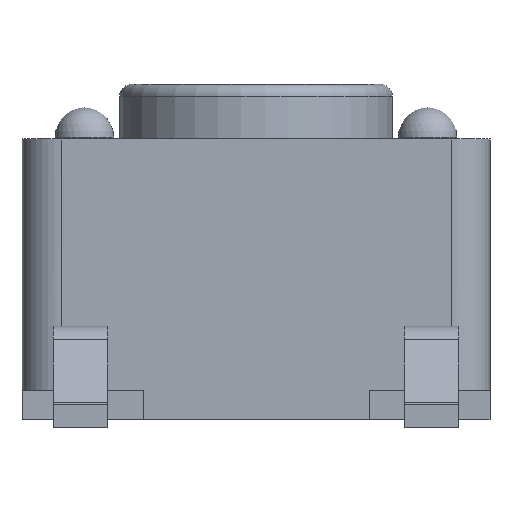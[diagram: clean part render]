
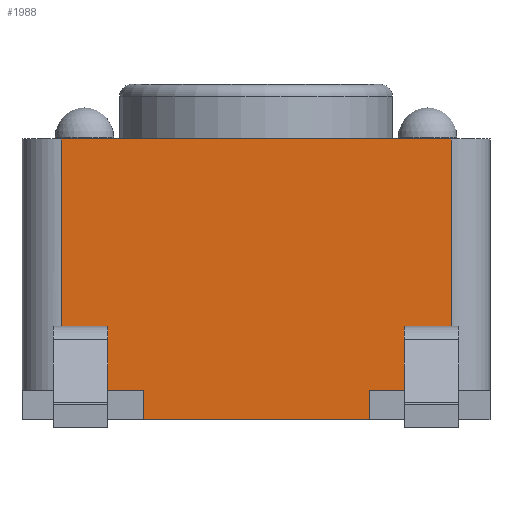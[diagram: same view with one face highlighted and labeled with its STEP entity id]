
A CAD part, left-side view. The second image highlights one B-rep face of the part: STEP entity #1988.
In plain terms, the highlighted planar face has unit normal (-1, 0, 0).
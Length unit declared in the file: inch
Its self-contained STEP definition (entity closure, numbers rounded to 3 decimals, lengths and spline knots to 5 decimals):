
#1497=CARTESIAN_POINT('',(-0.11811,0.09843,0.12677));
#1498=VERTEX_POINT('',#1497);
#1506=CARTESIAN_POINT('',(-0.11811,-0.09843,0.12677));
#1507=VERTEX_POINT('',#1506);
#1508=CARTESIAN_POINT('',(-0.11811,-0.09843,0.12677));
#1509=DIRECTION('',(0.0,1.0,0.0));
#1510=VECTOR('',#1509,0.19685);
#1511=LINE('',#1508,#1510);
#1512=EDGE_CURVE('',#1507,#1498,#1511,.T.);
#1729=CARTESIAN_POINT('',(-0.11811,0.09843,0.0));
#1730=VERTEX_POINT('',#1729);
#1738=CARTESIAN_POINT('',(-0.11811,0.09843,0.02047));
#1739=VERTEX_POINT('',#1738);
#1740=CARTESIAN_POINT('',(-0.11811,0.09843,0.0));
#1741=DIRECTION('',(0.0,0.0,1.0));
#1742=VECTOR('',#1741,0.02047);
#1743=LINE('',#1740,#1742);
#1744=EDGE_CURVE('',#1730,#1739,#1743,.T.);
#1763=CARTESIAN_POINT('',(-0.11811,0.09843,0.03228));
#1764=VERTEX_POINT('',#1763);
#1772=CARTESIAN_POINT('',(-0.11811,0.09843,0.03228));
#1773=DIRECTION('',(0.0,0.0,1.0));
#1774=VECTOR('',#1773,0.09449);
#1775=LINE('',#1772,#1774);
#1776=EDGE_CURVE('',#1764,#1498,#1775,.T.);
#1796=CARTESIAN_POINT('',(-0.11811,0.05669,0.0));
#1797=VERTEX_POINT('',#1796);
#1804=CARTESIAN_POINT('',(-0.11811,0.09843,0.0));
#1805=DIRECTION('',(0.0,-1.0,0.0));
#1806=VECTOR('',#1805,0.04173);
#1807=LINE('',#1804,#1806);
#1808=EDGE_CURVE('',#1730,#1797,#1807,.T.);
#1885=CARTESIAN_POINT('',(-0.11811,-0.10827,-0.02205));
#1886=DIRECTION('',(-1.0,0.0,0.0));
#1887=DIRECTION('',(0.0,0.0,1.0));
#1888=AXIS2_PLACEMENT_3D('',#1885,#1886,#1887);
#1889=PLANE('',#1888);
#1890=ORIENTED_EDGE('',*,*,#1744,.F.);
#1891=ORIENTED_EDGE('',*,*,#1808,.T.);
#1892=CARTESIAN_POINT('',(-0.11811,0.05669,-0.01496));
#1893=VERTEX_POINT('',#1892);
#1894=CARTESIAN_POINT('',(-0.11811,0.05669,0.0));
#1895=DIRECTION('',(0.0,0.0,-1.0));
#1896=VECTOR('',#1895,0.01496);
#1897=LINE('',#1894,#1896);
#1898=EDGE_CURVE('',#1797,#1893,#1897,.T.);
#1899=ORIENTED_EDGE('',*,*,#1898,.T.);
#1900=CARTESIAN_POINT('',(-0.11811,-0.05748,-0.01496));
#1901=VERTEX_POINT('',#1900);
#1902=CARTESIAN_POINT('',(-0.11811,0.05669,-0.01496));
#1903=DIRECTION('',(0.0,-1.0,0.0));
#1904=VECTOR('',#1903,0.11417);
#1905=LINE('',#1902,#1904);
#1906=EDGE_CURVE('',#1893,#1901,#1905,.T.);
#1907=ORIENTED_EDGE('',*,*,#1906,.T.);
#1908=CARTESIAN_POINT('',(-0.11811,-0.05748,0.0));
#1909=VERTEX_POINT('',#1908);
#1910=CARTESIAN_POINT('',(-0.11811,-0.05748,0.0));
#1911=DIRECTION('',(0.0,0.0,-1.0));
#1912=VECTOR('',#1911,0.01496);
#1913=LINE('',#1910,#1912);
#1914=EDGE_CURVE('',#1909,#1901,#1913,.T.);
#1915=ORIENTED_EDGE('',*,*,#1914,.F.);
#1916=CARTESIAN_POINT('',(-0.11811,-0.09843,0.0));
#1917=VERTEX_POINT('',#1916);
#1918=CARTESIAN_POINT('',(-0.11811,-0.05748,0.0));
#1919=DIRECTION('',(0.0,-1.0,0.0));
#1920=VECTOR('',#1919,0.04094);
#1921=LINE('',#1918,#1920);
#1922=EDGE_CURVE('',#1909,#1917,#1921,.T.);
#1923=ORIENTED_EDGE('',*,*,#1922,.T.);
#1924=CARTESIAN_POINT('',(-0.11811,-0.09843,0.02047));
#1925=VERTEX_POINT('',#1924);
#1926=CARTESIAN_POINT('',(-0.11811,-0.09843,0.02047));
#1927=DIRECTION('',(0.0,0.0,-1.0));
#1928=VECTOR('',#1927,0.02047);
#1929=LINE('',#1926,#1928);
#1930=EDGE_CURVE('',#1925,#1917,#1929,.T.);
#1931=ORIENTED_EDGE('',*,*,#1930,.F.);
#1932=CARTESIAN_POINT('',(-0.11811,-0.0748,0.02047));
#1933=VERTEX_POINT('',#1932);
#1934=CARTESIAN_POINT('',(-0.11811,-0.09843,0.02047));
#1935=DIRECTION('',(0.,1.0,0.0));
#1936=VECTOR('',#1935,0.02362);
#1937=LINE('',#1934,#1936);
#1938=EDGE_CURVE('',#1925,#1933,#1937,.T.);
#1939=ORIENTED_EDGE('',*,*,#1938,.T.);
#1940=CARTESIAN_POINT('',(-0.11811,-0.0748,0.03228));
#1941=VERTEX_POINT('',#1940);
#1942=CARTESIAN_POINT('',(-0.11811,-0.0748,0.02047));
#1943=DIRECTION('',(0.0,0.0,1.0));
#1944=VECTOR('',#1943,0.01181);
#1945=LINE('',#1942,#1944);
#1946=EDGE_CURVE('',#1933,#1941,#1945,.T.);
#1947=ORIENTED_EDGE('',*,*,#1946,.T.);
#1948=CARTESIAN_POINT('',(-0.11811,-0.09843,0.03228));
#1949=VERTEX_POINT('',#1948);
#1950=CARTESIAN_POINT('',(-0.11811,-0.0748,0.03228));
#1951=DIRECTION('',(0.,-1.0,0.));
#1952=VECTOR('',#1951,0.02362);
#1953=LINE('',#1950,#1952);
#1954=EDGE_CURVE('',#1941,#1949,#1953,.T.);
#1955=ORIENTED_EDGE('',*,*,#1954,.T.);
#1956=CARTESIAN_POINT('',(-0.11811,-0.09843,0.12677));
#1957=DIRECTION('',(0.0,0.0,-1.0));
#1958=VECTOR('',#1957,0.09449);
#1959=LINE('',#1956,#1958);
#1960=EDGE_CURVE('',#1507,#1949,#1959,.T.);
#1961=ORIENTED_EDGE('',*,*,#1960,.F.);
#1962=ORIENTED_EDGE('',*,*,#1512,.T.);
#1963=ORIENTED_EDGE('',*,*,#1776,.F.);
#1964=CARTESIAN_POINT('',(-0.11811,0.0748,0.03228));
#1965=VERTEX_POINT('',#1964);
#1966=CARTESIAN_POINT('',(-0.11811,0.09843,0.03228));
#1967=DIRECTION('',(0.0,-1.0,0.0));
#1968=VECTOR('',#1967,0.02362);
#1969=LINE('',#1966,#1968);
#1970=EDGE_CURVE('',#1764,#1965,#1969,.T.);
#1971=ORIENTED_EDGE('',*,*,#1970,.T.);
#1972=CARTESIAN_POINT('',(-0.11811,0.0748,0.02047));
#1973=VERTEX_POINT('',#1972);
#1974=CARTESIAN_POINT('',(-0.11811,0.0748,0.03228));
#1975=DIRECTION('',(0.0,0.0,-1.0));
#1976=VECTOR('',#1975,0.01181);
#1977=LINE('',#1974,#1976);
#1978=EDGE_CURVE('',#1965,#1973,#1977,.T.);
#1979=ORIENTED_EDGE('',*,*,#1978,.T.);
#1980=CARTESIAN_POINT('',(-0.11811,0.0748,0.02047));
#1981=DIRECTION('',(0.0,1.0,0.0));
#1982=VECTOR('',#1981,0.02362);
#1983=LINE('',#1980,#1982);
#1984=EDGE_CURVE('',#1973,#1739,#1983,.T.);
#1985=ORIENTED_EDGE('',*,*,#1984,.T.);
#1986=EDGE_LOOP('',(#1890,#1891,#1899,#1907,#1915,#1923,#1931,#1939,#1947,#1955,#1961,#1962,#1963,#1971,#1979,#1985));
#1987=FACE_OUTER_BOUND('',#1986,.T.);
#1988=ADVANCED_FACE('',(#1987),#1889,.T.);
